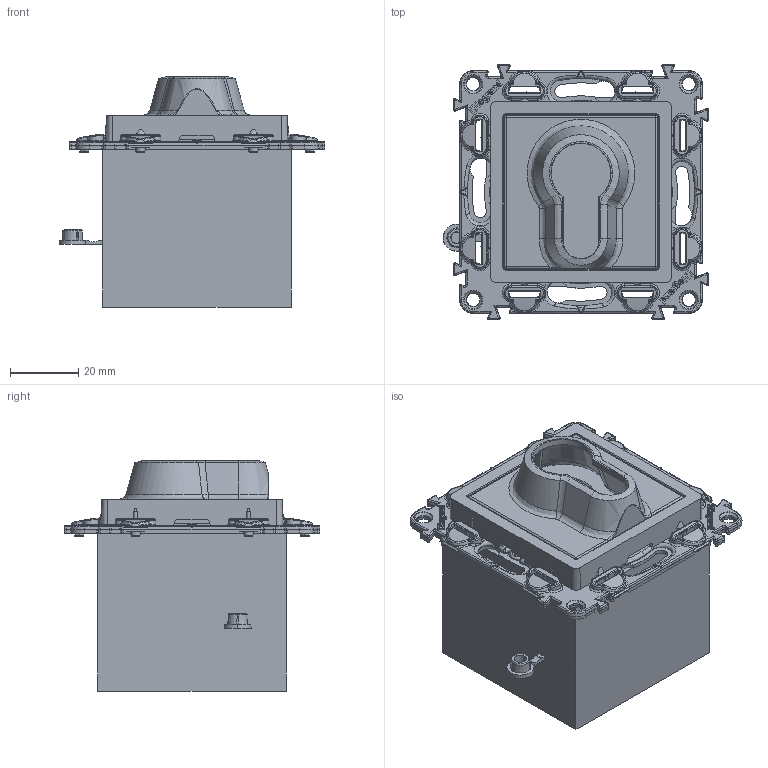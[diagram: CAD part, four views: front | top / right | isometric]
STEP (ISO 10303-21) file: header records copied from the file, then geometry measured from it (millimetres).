
FILE_DESCRIPTION(('CATIA V5 STEP Exchange','CAx-IF Rec.Pracs.--- Model Styling and Organization---1.4--- 2014-01-23'),'2;1');
FILE_NAME('752125_AllCATPart.stp','2020-02-13T09:41:47+00:00',('none'),('none'),'CATIA Version 5-6 Release 2017 SP3','CATIA V5 STEP AP214','none');
FILE_SCHEMA(('AUTOMOTIVE_DESIGN { 1 0 10303 214 1 1 1 1 }'));
Products named in the file (1): 752125_AllCATPart
Bounding box: 77.6 x 74.7 x 67.23 mm (x, y, z)
Volume: 158451.6 mm3; surface area: 40610.3 mm2
Topology: 1 solids, 3 shells, 7670 faces, 22036 edges, 14271 vertices
Faces by surface type: plane 5733, cylinder 828, bspline 468, cone 295, torus 213, sphere 78, extrusion 55
Entity records: 277503 total; most frequent: CARTESIAN_POINT 83239, ORIENTED_EDGE 43848, DIRECTION 30595, EDGE_CURVE 21924, VECTOR 16563, LINE 16508, VERTEX_POINT 14271, EDGE_LOOP 7853
